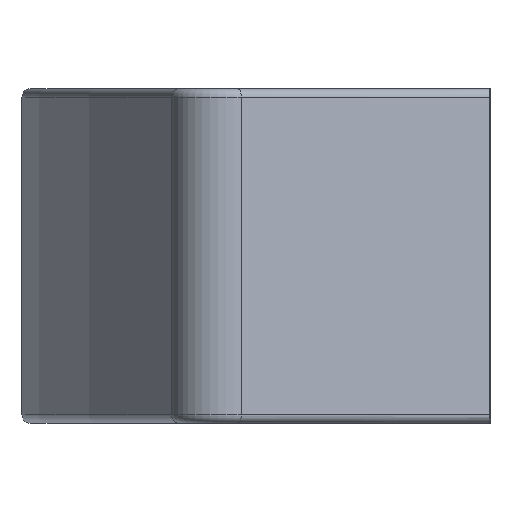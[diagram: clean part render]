
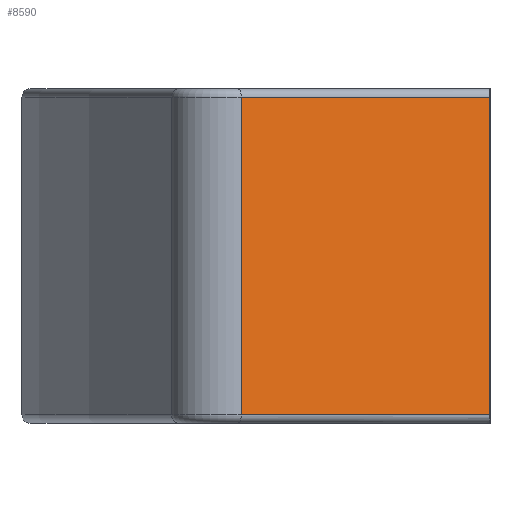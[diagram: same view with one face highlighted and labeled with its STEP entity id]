
A CAD part, left-side view. The second image highlights one B-rep face of the part: STEP entity #8590.
In plain terms, the highlighted planar face has unit normal (-0.906, -0.423, 0).
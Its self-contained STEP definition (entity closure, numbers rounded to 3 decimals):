
#2910=CARTESIAN_POINT('',(-74.689,14.88,9.5));
#2920=VERTEX_POINT('',#2910);
#3170=CARTESIAN_POINT('',(-67.75,0.,9.5));
#3180=VERTEX_POINT('',#3170);
#3210=CARTESIAN_POINT('',(-67.651,-0.211,9.5));
#3220=DIRECTION('',(0.423,-0.906,0.));
#3230=VECTOR('',#3220,1.);
#3240=LINE('',#3210,#3230);
#3250=EDGE_CURVE('',#2920,#3180,#3240,.T.);
#8290=CARTESIAN_POINT('',(-67.75,0.,0.));
#8300=DIRECTION('',(0.906,0.423,0.));
#8310=DIRECTION('',(0.423,-0.906,0.));
#8320=AXIS2_PLACEMENT_3D('',#8290,#8300,#8310);
#8330=PLANE('',#8320);
#8340=ORIENTED_EDGE('',*,*,#3250,.F.);
#8350=CARTESIAN_POINT('',(-67.75,0.,0.));
#8360=DIRECTION('',(0.,0.,-1.));
#8370=VECTOR('',#8360,1.);
#8380=LINE('',#8350,#8370);
#8390=CARTESIAN_POINT('',(-67.75,0.,-9.5));
#8400=VERTEX_POINT('',#8390);
#8410=EDGE_CURVE('',#3180,#8400,#8380,.T.);
#8420=ORIENTED_EDGE('',*,*,#8410,.F.);
#8430=CARTESIAN_POINT('',(-67.651,-0.211,-9.5));
#8440=DIRECTION('',(0.423,-0.906,0.));
#8450=VECTOR('',#8440,1.);
#8460=LINE('',#8430,#8450);
#8470=CARTESIAN_POINT('',(-74.689,14.88,-9.5));
#8480=VERTEX_POINT('',#8470);
#8490=EDGE_CURVE('',#8480,#8400,#8460,.T.);
#8500=ORIENTED_EDGE('',*,*,#8490,.T.);
#8510=CARTESIAN_POINT('',(-74.689,14.88,0.));
#8520=DIRECTION('',(0.,0.,-1.));
#8530=VECTOR('',#8520,1.);
#8540=LINE('',#8510,#8530);
#8550=EDGE_CURVE('',#2920,#8480,#8540,.T.);
#8560=ORIENTED_EDGE('',*,*,#8550,.T.);
#8570=EDGE_LOOP('',(#8560,#8500,#8420,#8340));
#8580=FACE_OUTER_BOUND('',#8570,.T.);
#8590=ADVANCED_FACE('',(#8580),#8330,.F.);
